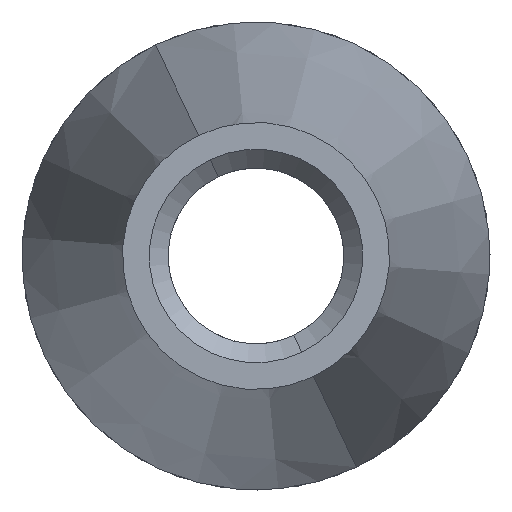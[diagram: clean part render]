
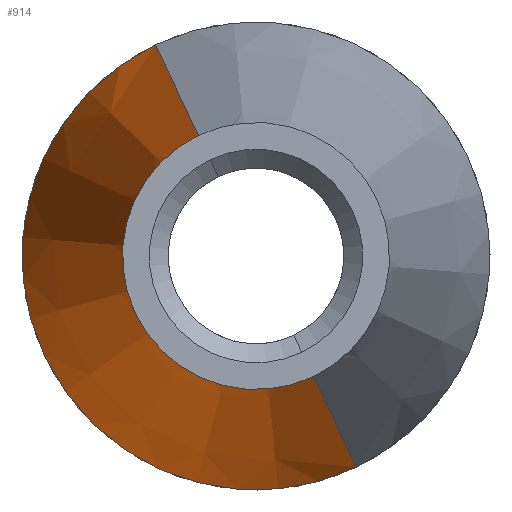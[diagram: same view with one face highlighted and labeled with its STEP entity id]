
A CAD part, left-side view. The second image highlights one B-rep face of the part: STEP entity #914.
In plain terms, the highlighted conical face has half-angle 12 degrees and reference radius 7.101 mm.
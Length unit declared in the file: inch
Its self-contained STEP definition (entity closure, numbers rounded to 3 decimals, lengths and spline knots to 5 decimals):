
#16 = ORIENTED_EDGE ( 'NONE', *, *, #1184, .T. ) ;
#50 = ORIENTED_EDGE ( 'NONE', *, *, #1228, .F. ) ;
#54 = ORIENTED_EDGE ( 'NONE', *, *, #1216, .F. ) ;
#79 = ORIENTED_EDGE ( 'NONE', *, *, #1229, .T. ) ;
#173 = DIRECTION ( 'NONE',  ( 0., 0.43, 0.903 ) ) ;
#174 = DIRECTION ( 'NONE',  ( -1., 0., 0. ) ) ;
#175 = CARTESIAN_POINT ( 'NONE',  ( -1.57405, 0., 0. ) ) ;
#325 = CARTESIAN_POINT ( 'NONE',  ( -0.90334, 0., 0. ) ) ;
#327 = DIRECTION ( 'NONE',  ( 1., 0., 0. ) ) ;
#328 = FACE_OUTER_BOUND ( 'NONE', #818, .T. ) ;
#332 = DIRECTION ( 'NONE',  ( 0., -0.43, -0.903 ) ) ;
#550 = CARTESIAN_POINT ( 'NONE',  ( -1.57405, -0.05888, -0.1237 ) ) ;
#575 = CARTESIAN_POINT ( 'NONE',  ( -0.90334, -0.12015, -0.25243 ) ) ;
#586 = CARTESIAN_POINT ( 'NONE',  ( -0.90334, 0.12015, 0.25243 ) ) ;
#592 = CARTESIAN_POINT ( 'NONE',  ( -1.57405, 0.05888, 0.1237 ) ) ;
#696 = DIRECTION ( 'NONE',  ( 0.978, 0.089, 0.188 ) ) ;
#698 = CARTESIAN_POINT ( 'NONE',  ( -0.90334, 0.12015, 0.25243 ) ) ;
#701 = LINE ( 'NONE', #698, #1092 ) ;
#702 = DIRECTION ( 'NONE',  ( 0.978, -0.089, -0.188 ) ) ;
#705 = CARTESIAN_POINT ( 'NONE',  ( -0.90334, -0.12015, -0.25243 ) ) ;
#706 = LINE ( 'NONE', #705, #1125 ) ;
#818 = EDGE_LOOP ( 'NONE', ( #54, #79, #16, #50 ) ) ;
#834 = VERTEX_POINT ( 'NONE', #592 ) ;
#839 = VERTEX_POINT ( 'NONE', #586 ) ;
#848 = VERTEX_POINT ( 'NONE', #575 ) ;
#869 = VERTEX_POINT ( 'NONE', #550 ) ;
#877 = DIRECTION ( 'NONE',  ( 0., 0.43, 0.903 ) ) ;
#878 = DIRECTION ( 'NONE',  ( -1., 0., 0. ) ) ;
#880 = CARTESIAN_POINT ( 'NONE',  ( -0.90334, 0., 0. ) ) ;
#914 = ADVANCED_FACE ( 'NONE', ( #328 ), #969, .T. ) ;
#952 = AXIS2_PLACEMENT_3D ( 'NONE', #325, #327, #332 ) ;
#969 = CONICAL_SURFACE ( 'NONE', #952, 0.27956, 0.209 ) ;
#1051 = AXIS2_PLACEMENT_3D ( 'NONE', #175, #174, #173 ) ;
#1053 = CIRCLE ( 'NONE', #1051, 0.137 ) ;
#1092 = VECTOR ( 'NONE', #696, 39.37008 ) ;
#1102 = AXIS2_PLACEMENT_3D ( 'NONE', #880, #878, #877 ) ;
#1125 = VECTOR ( 'NONE', #702, 39.37008 ) ;
#1151 = CIRCLE ( 'NONE', #1102, 0.27956 ) ;
#1184 = EDGE_CURVE ( 'NONE', #839, #848, #1151, .T. ) ;
#1216 = EDGE_CURVE ( 'NONE', #834, #869, #1053, .T. ) ;
#1228 = EDGE_CURVE ( 'NONE', #869, #848, #706, .T. ) ;
#1229 = EDGE_CURVE ( 'NONE', #834, #839, #701, .T. ) ;
